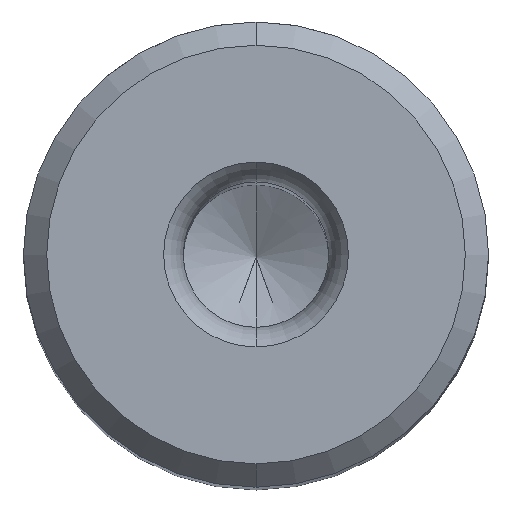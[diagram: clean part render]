
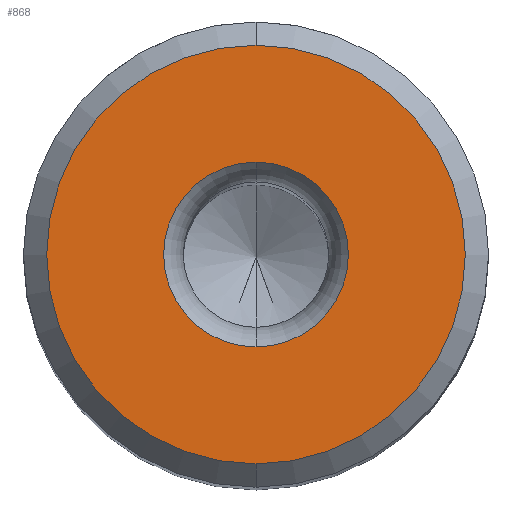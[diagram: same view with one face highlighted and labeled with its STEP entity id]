
A CAD part, top view. The second image highlights one B-rep face of the part: STEP entity #868.
In plain terms, the highlighted face is planar.
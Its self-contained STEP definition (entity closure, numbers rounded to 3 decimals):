
#296=CARTESIAN_POINT('',(0.,0.,0.));
#297=DIRECTION('',(0.,0.,-1.));
#298=DIRECTION('',(0.,1.,0.));
#299=AXIS2_PLACEMENT_3D('',#296,#297,#298);
#319=CARTESIAN_POINT('',(0.,0.,0.));
#320=DIRECTION('',(0.,0.,1.));
#321=DIRECTION('',(0.,1.,0.));
#322=AXIS2_PLACEMENT_3D('',#319,#320,#321);
#334=CARTESIAN_POINT('',(0.,0.,0.));
#335=DIRECTION('',(0.,0.,-1.));
#336=DIRECTION('',(0.,1.,0.));
#337=AXIS2_PLACEMENT_3D('',#334,#335,#336);
#342=CARTESIAN_POINT('',(0.,0.,0.));
#343=DIRECTION('',(0.,0.,-1.));
#344=DIRECTION('',(0.,-1.,0.));
#345=AXIS2_PLACEMENT_3D('',#342,#343,#344);
#500=CARTESIAN_POINT('',(0.,3.177,0.));
#501=CARTESIAN_POINT('',(0.,-3.177,0.));
#502=VERTEX_POINT('',#500);
#503=VERTEX_POINT('',#501);
#508=CARTESIAN_POINT('',(0.,7.2,0.));
#509=CARTESIAN_POINT('',(0.,-7.2,0.));
#510=VERTEX_POINT('',#508);
#511=VERTEX_POINT('',#509);
#853=CARTESIAN_POINT('',(0.,0.,0.));
#854=DIRECTION('',(0.,0.,-1.));
#855=DIRECTION('',(0.,-1.,0.));
#856=AXIS2_PLACEMENT_3D('',#853,#854,#855);
#857=PLANE('',#856);
#858=ORIENTED_EDGE('',*,*,#847,.T.);
#859=ORIENTED_EDGE('',*,*,#833,.F.);
#860=EDGE_LOOP('',(#858,#859));
#861=FACE_OUTER_BOUND('',#860,.F.);
#863=ORIENTED_EDGE('',*,*,#862,.T.);
#865=ORIENTED_EDGE('',*,*,#864,.T.);
#866=EDGE_LOOP('',(#863,#865));
#867=FACE_BOUND('',#866,.F.);
#868=ADVANCED_FACE('',(#861,#867),#857,.T.);
#300=CIRCLE('',#299,7.2);
#323=CIRCLE('',#322,7.2);
#338=CIRCLE('',#337,3.177);
#346=CIRCLE('',#345,3.177);
#833=EDGE_CURVE('',#510,#511,#300,.T.);
#847=EDGE_CURVE('',#510,#511,#323,.T.);
#862=EDGE_CURVE('',#502,#503,#338,.T.);
#864=EDGE_CURVE('',#503,#502,#346,.T.);
